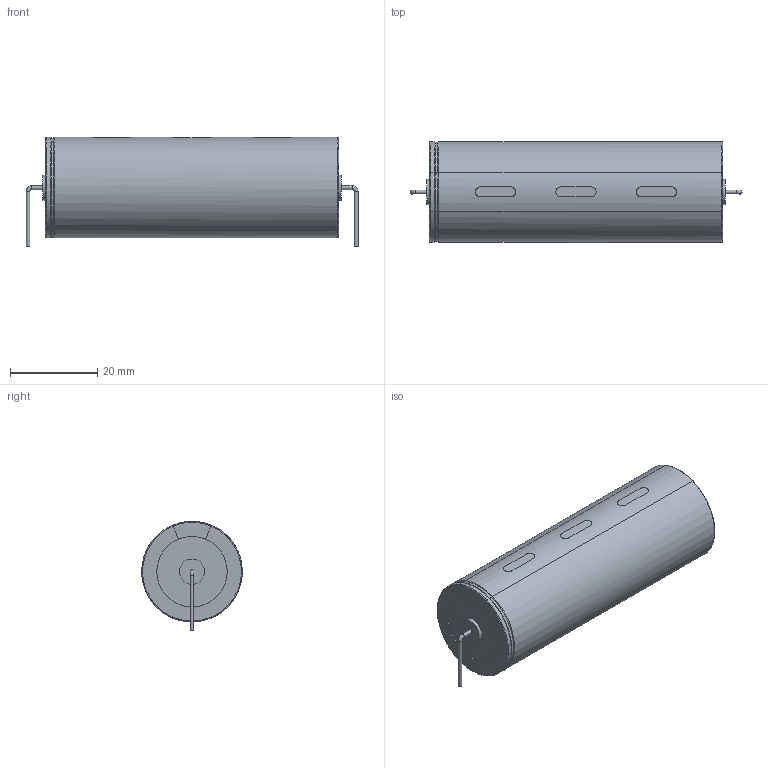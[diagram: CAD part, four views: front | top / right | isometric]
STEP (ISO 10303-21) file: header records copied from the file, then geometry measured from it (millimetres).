
FILE_DESCRIPTION(/* description */ ('model of CP_Axial_L67.0mm_D23.0mm_P75.00mm_Horizontal'),/* implementation_level */ '2;1');
FILE_NAME(/* name */ 'CP_Axial_L67.0mm_D23.0mm_P75.00mm_Horizontal.step',/* time_stamp */ '2017-07-26T01:50:56',/* author */ ('kicad StepUp','ksu'),/* organization */ ('FreeCAD'),/* preprocessor_version */ 'OCC',/* originating_system */ 'kicad StepUp',/* authorisation */ '');
FILE_SCHEMA(('AUTOMOTIVE_DESIGN_CC2 { 1 2 10303 214 -1 1 5 4 }'));
Length unit declared in the file: millimetre
Products named in the file (1): CP_Axial_L670mm_D230mm_P7500mm_Horizontal
Bounding box: 75.9 x 22.99 x 25 mm (x, y, z)
Volume: 27806.3 mm3; surface area: 6214 mm2
Topology: 1 solids, 2 shells, 45 faces, 107 edges, 72 vertices
Faces by surface type: cylinder 20, plane 13, revolution 6, bspline 4, torus 2
Full cylindrical faces by diameter (mm): 0.9 x5, 5.75 x2
Entity records: 1559 total; most frequent: CARTESIAN_POINT 697, ORIENTED_EDGE 198, EDGE_CURVE 107, VERTEX_POINT 72, AXIS2_PLACEMENT_3D 66, FACE_BOUND 53, EDGE_LOOP 53, CIRCLE 47
